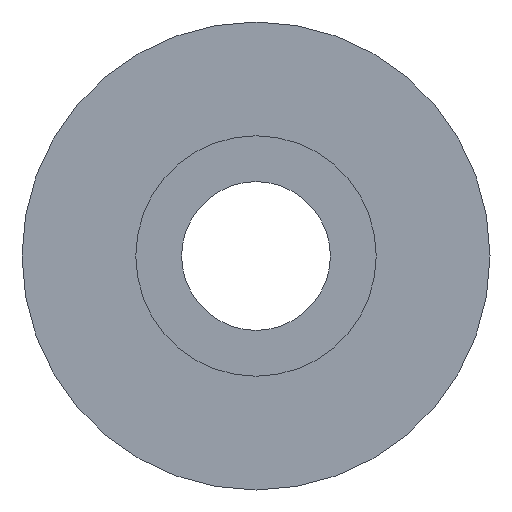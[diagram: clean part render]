
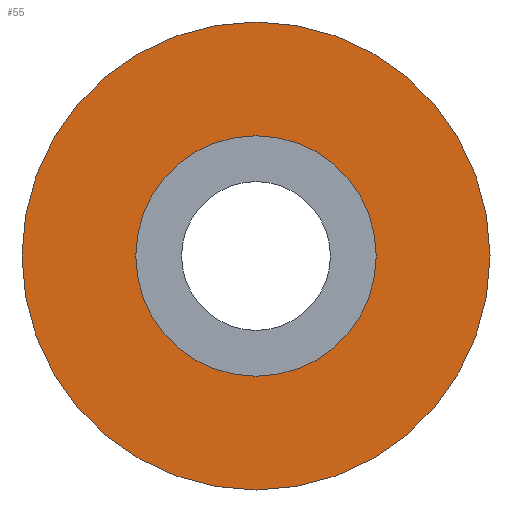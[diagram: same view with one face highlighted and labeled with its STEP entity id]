
A CAD part, left-side view. The second image highlights one B-rep face of the part: STEP entity #55.
In plain terms, the highlighted planar face has unit normal (-1, 0, 0).
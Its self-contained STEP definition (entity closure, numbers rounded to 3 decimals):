
#55=ADVANCED_FACE('',(#82,#83),#84,.T.);
#82=FACE_OUTER_BOUND('',#118,.T.);
#83=FACE_BOUND('',#119,.T.);
#84=PLANE('',#120);
#118=EDGE_LOOP('',(#198,#199));
#119=EDGE_LOOP('',(#200,#201));
#120=AXIS2_PLACEMENT_3D('',#202,#203,#204);
#198=ORIENTED_EDGE('',*,*,#259,.F.);
#199=ORIENTED_EDGE('',*,*,#273,.F.);
#200=ORIENTED_EDGE('',*,*,#264,.T.);
#201=ORIENTED_EDGE('',*,*,#272,.T.);
#202=CARTESIAN_POINT('',(1.5,65.475,0.0));
#203=DIRECTION('',(-1.0,0.,0.0));
#204=DIRECTION('',(0.,-1.0,-0.0));
#259=EDGE_CURVE('',#300,#302,#303,.T.);
#264=EDGE_CURVE('',#306,#310,#312,.T.);
#272=EDGE_CURVE('',#310,#306,#324,.T.);
#273=EDGE_CURVE('',#302,#300,#325,.T.);
#300=VERTEX_POINT('',#358);
#302=VERTEX_POINT('',#361);
#303=CIRCLE('',#362,86.5);
#306=VERTEX_POINT('',#366);
#310=VERTEX_POINT('',#371);
#312=CIRCLE('',#374,44.45);
#324=CIRCLE('',#388,44.45);
#325=CIRCLE('',#389,86.5);
#358=CARTESIAN_POINT('',(1.5,86.5,0.0));
#361=CARTESIAN_POINT('',(1.5,-86.5,0.));
#362=AXIS2_PLACEMENT_3D('',#417,#418,#419);
#366=CARTESIAN_POINT('',(1.5,44.45,0.0));
#371=CARTESIAN_POINT('',(1.5,-44.45,0.));
#374=AXIS2_PLACEMENT_3D('',#426,#427,#428);
#388=AXIS2_PLACEMENT_3D('',#446,#447,#448);
#389=AXIS2_PLACEMENT_3D('',#449,#450,#451);
#417=CARTESIAN_POINT('',(1.5,0.0,0.0));
#418=DIRECTION('',(1.0,0.0,0.0));
#419=DIRECTION('',(0.0,1.0,0.0));
#426=CARTESIAN_POINT('',(1.5,0.0,0.0));
#427=DIRECTION('',(1.0,0.0,0.0));
#428=DIRECTION('',(0.0,1.0,0.0));
#446=CARTESIAN_POINT('',(1.5,0.0,0.0));
#447=DIRECTION('',(1.0,0.0,0.0));
#448=DIRECTION('',(0.0,1.0,0.0));
#449=CARTESIAN_POINT('',(1.5,0.0,0.0));
#450=DIRECTION('',(1.0,0.0,0.0));
#451=DIRECTION('',(0.0,1.0,0.0));
